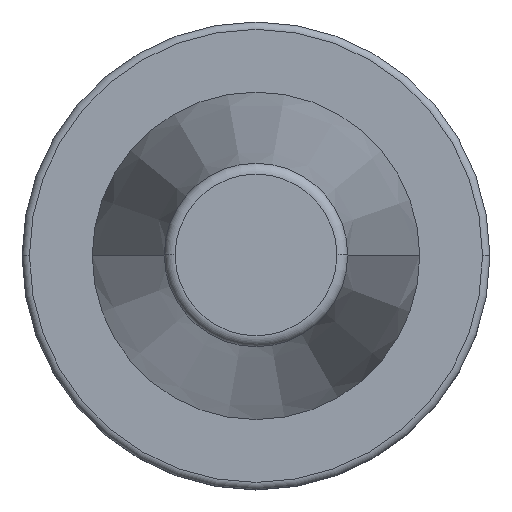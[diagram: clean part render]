
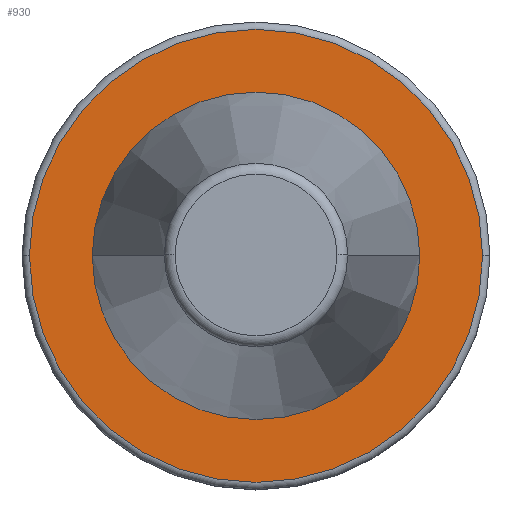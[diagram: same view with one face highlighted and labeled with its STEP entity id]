
A CAD part, top view. The second image highlights one B-rep face of the part: STEP entity #930.
In plain terms, the highlighted planar face has unit normal (0, 0, 1).
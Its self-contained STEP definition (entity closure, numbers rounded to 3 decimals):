
#16 = DIRECTION ( 'NONE',  ( 0., 0., 1. ) ) ;
#20 = AXIS2_PLACEMENT_3D ( 'NONE', #877, #907, #914 ) ;
#85 = DIRECTION ( 'NONE',  ( 0., 0., 1. ) ) ;
#106 = AXIS2_PLACEMENT_3D ( 'NONE', #1083, #1111, #1099 ) ;
#124 = CARTESIAN_POINT ( 'NONE',  ( 0., 0., -71.5 ) ) ;
#212 = ORIENTED_EDGE ( 'NONE', *, *, #1100, .T. ) ;
#225 = AXIS2_PLACEMENT_3D ( 'NONE', #1396, #1222, #1401 ) ;
#297 = AXIS2_PLACEMENT_3D ( 'NONE', #124, #85, #310 ) ;
#310 = DIRECTION ( 'NONE',  ( 1., 0., 0. ) ) ;
#324 = VERTEX_POINT ( 'NONE', #1028 ) ;
#491 = EDGE_CURVE ( 'NONE', #1091, #324, #776, .T. ) ;
#497 = CARTESIAN_POINT ( 'NONE',  ( 21.925, 0., -71.5 ) ) ;
#505 = EDGE_CURVE ( 'NONE', #324, #1091, #1036, .T. ) ;
#513 = FACE_BOUND ( 'NONE', #1314, .T. ) ;
#562 = CARTESIAN_POINT ( 'NONE',  ( 0., 0., -71.5 ) ) ;
#581 = DIRECTION ( 'NONE',  ( 1., 0., 0. ) ) ;
#747 = CARTESIAN_POINT ( 'NONE',  ( 30.75, 0., -71.5 ) ) ;
#776 = CIRCLE ( 'NONE', #225, 21.925 ) ;
#796 = ORIENTED_EDGE ( 'NONE', *, *, #1420, .T. ) ;
#806 = EDGE_LOOP ( 'NONE', ( #212, #796 ) ) ;
#818 = CARTESIAN_POINT ( 'NONE',  ( -30.75, 0., -71.5 ) ) ;
#826 = PLANE ( 'NONE',  #20 ) ;
#877 = CARTESIAN_POINT ( 'NONE',  ( 0., 21.925, -71.5 ) ) ;
#907 = DIRECTION ( 'NONE',  ( 0., 0., -1. ) ) ;
#914 = DIRECTION ( 'NONE',  ( -1., 0., 0. ) ) ;
#930 = ADVANCED_FACE ( 'NONE', ( #513, #1113 ), #826, .F. ) ;
#1028 = CARTESIAN_POINT ( 'NONE',  ( -21.925, 0., -71.5 ) ) ;
#1036 = CIRCLE ( 'NONE', #297, 21.925 ) ;
#1083 = CARTESIAN_POINT ( 'NONE',  ( 0., 0., -71.5 ) ) ;
#1091 = VERTEX_POINT ( 'NONE', #497 ) ;
#1099 = DIRECTION ( 'NONE',  ( 1., 0., 0. ) ) ;
#1100 = EDGE_CURVE ( 'NONE', #1146, #1162, #1230, .T. ) ;
#1111 = DIRECTION ( 'NONE',  ( 0., 0., 1. ) ) ;
#1113 = FACE_OUTER_BOUND ( 'NONE', #806, .T. ) ;
#1146 = VERTEX_POINT ( 'NONE', #747 ) ;
#1162 = VERTEX_POINT ( 'NONE', #818 ) ;
#1206 = CIRCLE ( 'NONE', #106, 30.75 ) ;
#1222 = DIRECTION ( 'NONE',  ( 0., 0., 1. ) ) ;
#1230 = CIRCLE ( 'NONE', #1370, 30.75 ) ;
#1302 = ORIENTED_EDGE ( 'NONE', *, *, #491, .F. ) ;
#1314 = EDGE_LOOP ( 'NONE', ( #1302, #1354 ) ) ;
#1354 = ORIENTED_EDGE ( 'NONE', *, *, #505, .F. ) ;
#1370 = AXIS2_PLACEMENT_3D ( 'NONE', #562, #16, #581 ) ;
#1396 = CARTESIAN_POINT ( 'NONE',  ( 0., 0., -71.5 ) ) ;
#1401 = DIRECTION ( 'NONE',  ( 1., 0., 0. ) ) ;
#1420 = EDGE_CURVE ( 'NONE', #1162, #1146, #1206, .T. ) ;
